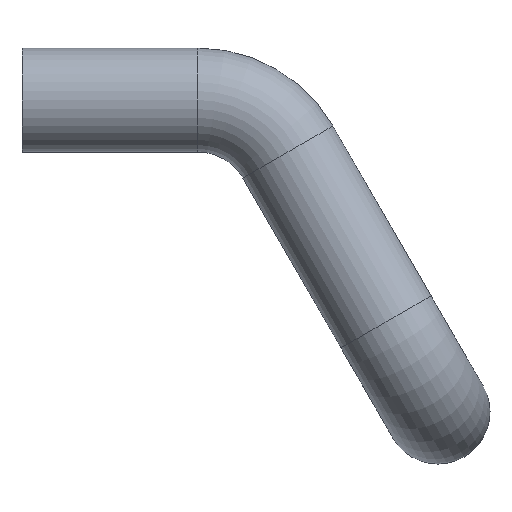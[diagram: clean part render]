
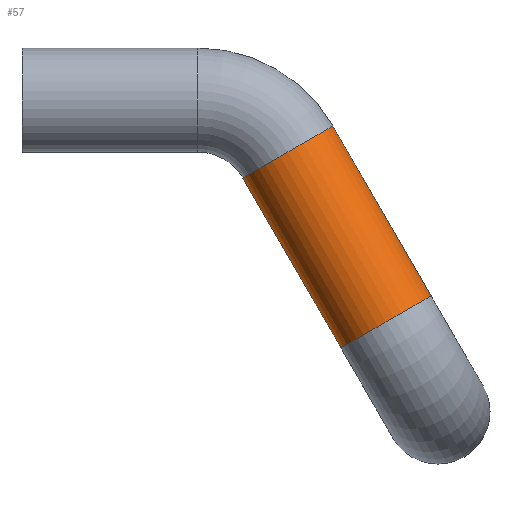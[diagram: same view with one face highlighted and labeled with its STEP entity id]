
A CAD part, left-side view. The second image highlights one B-rep face of the part: STEP entity #57.
In plain terms, the highlighted cylindrical face has radius 5 mm (diameter 10 mm), a full revolution.
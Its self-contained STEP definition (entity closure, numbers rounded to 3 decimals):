
#57 = ADVANCED_FACE( '', ( #124, #125 ), #126, .T. );
#124 = FACE_OUTER_BOUND( '', #199, .T. );
#125 = FACE_OUTER_BOUND( '', #200, .T. );
#126 = CYLINDRICAL_SURFACE( '', #201, 5. );
#199 = EDGE_LOOP( '', ( #284 ) );
#200 = EDGE_LOOP( '', ( #285 ) );
#201 = AXIS2_PLACEMENT_3D( '', #286, #287, #288 );
#284 = ORIENTED_EDGE( '', *, *, #358, .F. );
#285 = ORIENTED_EDGE( '', *, *, #355, .T. );
#286 = CARTESIAN_POINT( '', ( 0., 5., 8.66 ) );
#287 = DIRECTION( '', ( 0., 0.5, 0.866 ) );
#288 = DIRECTION( '', ( 0., 0.866, -0.5 ) );
#355 = EDGE_CURVE( '', #400, #400, #401, .T. );
#358 = EDGE_CURVE( '', #405, #405, #406, .T. );
#400 = VERTEX_POINT( '', #449 );
#401 = CIRCLE( '', #450, 5. );
#405 = VERTEX_POINT( '', #454 );
#406 = CIRCLE( '', #455, 5. );
#449 = CARTESIAN_POINT( '', ( 0., 18.764, 22.5 ) );
#450 = AXIS2_PLACEMENT_3D( '', #500, #501, #502 );
#454 = CARTESIAN_POINT( '', ( -4.33, 7.165, 7.41 ) );
#455 = AXIS2_PLACEMENT_3D( '', #506, #507, #508 );
#500 = CARTESIAN_POINT( '', ( 0., 14.434, 25. ) );
#501 = DIRECTION( '', ( 0., -0.5, -0.866 ) );
#502 = DIRECTION( '', ( 0., 0.866, -0.5 ) );
#506 = CARTESIAN_POINT( '', ( 0., 5., 8.66 ) );
#507 = DIRECTION( '', ( 0., -0.5, -0.866 ) );
#508 = DIRECTION( '', ( -0.866, 0.433, -0.25 ) );
